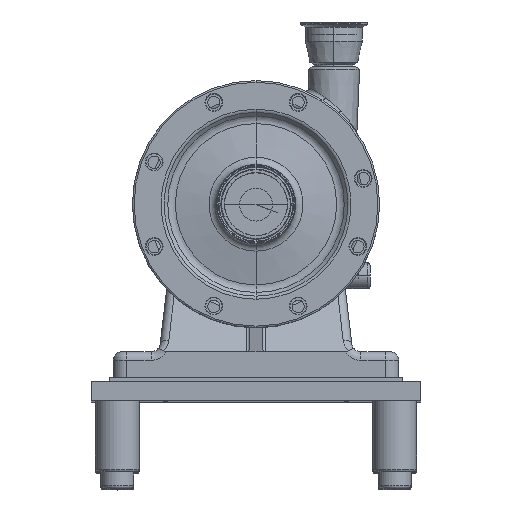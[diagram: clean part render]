
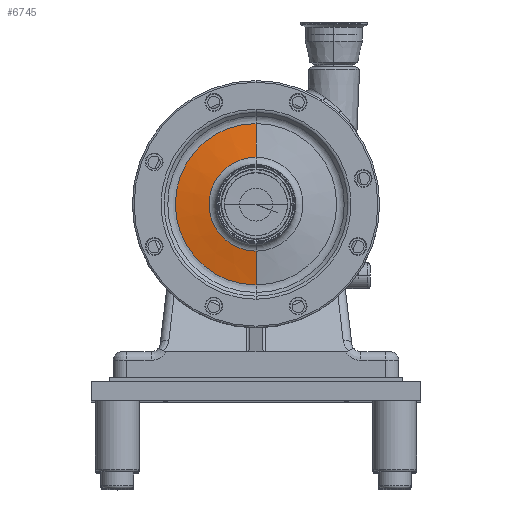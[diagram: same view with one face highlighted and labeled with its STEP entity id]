
A CAD part, top view. The second image highlights one B-rep face of the part: STEP entity #6745.
In plain terms, the highlighted conical face has half-angle 80 degrees and reference radius 93.263 mm.
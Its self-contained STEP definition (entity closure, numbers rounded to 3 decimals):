
#611 = EDGE_LOOP ( 'NONE', ( #29654, #5128, #3869, #18912 ) ) ;
#722 = CARTESIAN_POINT ( 'NONE',  ( 0., 0., 126.712 ) ) ;
#2356 = CONICAL_SURFACE ( 'NONE', #31073, 93.264, 1.396 ) ;
#3169 = VERTEX_POINT ( 'NONE', #30919 ) ;
#3848 = DIRECTION ( 'NONE',  ( 0., 0., 1. ) ) ;
#3869 = ORIENTED_EDGE ( 'NONE', *, *, #24948, .T. ) ;
#4440 = FACE_OUTER_BOUND ( 'NONE', #611, .T. ) ;
#4810 = LINE ( 'NONE', #12161, #5022 ) ;
#4967 = CARTESIAN_POINT ( 'NONE',  ( 0., -54.264, 133.589 ) ) ;
#5022 = VECTOR ( 'NONE', #7161, 1000. ) ;
#5128 = ORIENTED_EDGE ( 'NONE', *, *, #29373, .T. ) ;
#5288 = LINE ( 'NONE', #10600, #13211 ) ;
#6045 = DIRECTION ( 'NONE',  ( 0., 0., 1. ) ) ;
#6745 = ADVANCED_FACE ( 'NONE', ( #4440 ), #2356, .T. ) ;
#7122 = CIRCLE ( 'NONE', #31597, 54.264 ) ;
#7123 = DIRECTION ( 'NONE',  ( 0., 0., -1. ) ) ;
#7161 = DIRECTION ( 'NONE',  ( 0., 0.985, -0.174 ) ) ;
#10412 = CARTESIAN_POINT ( 'NONE',  ( 0., -93.264, 126.712 ) ) ;
#10505 = CIRCLE ( 'NONE', #17938, 93.264 ) ;
#10600 = CARTESIAN_POINT ( 'NONE',  ( 0., -93.264, 126.712 ) ) ;
#12161 = CARTESIAN_POINT ( 'NONE',  ( 0., 93.264, 126.712 ) ) ;
#12940 = EDGE_CURVE ( 'NONE', #16550, #25417, #5288, .T. ) ;
#13211 = VECTOR ( 'NONE', #15577, 1000. ) ;
#13826 = DIRECTION ( 'NONE',  ( 0., 1., 0. ) ) ;
#14113 = DIRECTION ( 'NONE',  ( 0., -1., 0. ) ) ;
#14595 = CARTESIAN_POINT ( 'NONE',  ( 0., 0., 126.712 ) ) ;
#14839 = CARTESIAN_POINT ( 'NONE',  ( 0., 93.264, 126.712 ) ) ;
#15577 = DIRECTION ( 'NONE',  ( 0., -0.985, -0.174 ) ) ;
#16330 = CARTESIAN_POINT ( 'NONE',  ( 0., 0., 133.589 ) ) ;
#16550 = VERTEX_POINT ( 'NONE', #4967 ) ;
#17938 = AXIS2_PLACEMENT_3D ( 'NONE', #722, #6045, #20656 ) ;
#18912 = ORIENTED_EDGE ( 'NONE', *, *, #12940, .F. ) ;
#19650 = VERTEX_POINT ( 'NONE', #14839 ) ;
#20656 = DIRECTION ( 'NONE',  ( 0., 1., 0. ) ) ;
#24948 = EDGE_CURVE ( 'NONE', #19650, #25417, #10505, .T. ) ;
#25417 = VERTEX_POINT ( 'NONE', #10412 ) ;
#29250 = EDGE_CURVE ( 'NONE', #3169, #16550, #7122, .T. ) ;
#29373 = EDGE_CURVE ( 'NONE', #3169, #19650, #4810, .T. ) ;
#29654 = ORIENTED_EDGE ( 'NONE', *, *, #29250, .F. ) ;
#30919 = CARTESIAN_POINT ( 'NONE',  ( 0., 54.264, 133.589 ) ) ;
#31073 = AXIS2_PLACEMENT_3D ( 'NONE', #14595, #7123, #14113 ) ;
#31597 = AXIS2_PLACEMENT_3D ( 'NONE', #16330, #3848, #13826 ) ;
